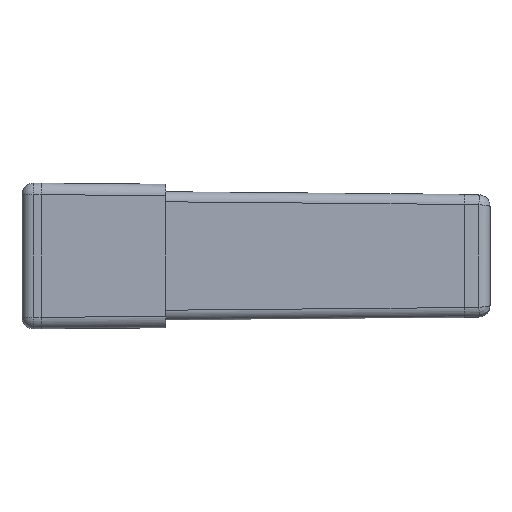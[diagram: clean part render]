
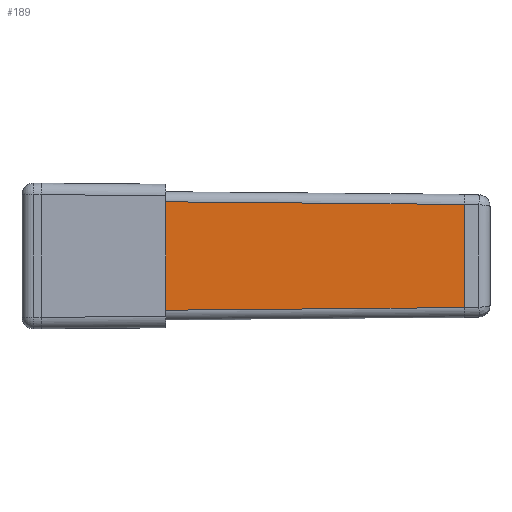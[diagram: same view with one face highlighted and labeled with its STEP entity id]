
A CAD part, left-side view. The second image highlights one B-rep face of the part: STEP entity #189.
In plain terms, the highlighted planar face has unit normal (-1, -0.009, 0).
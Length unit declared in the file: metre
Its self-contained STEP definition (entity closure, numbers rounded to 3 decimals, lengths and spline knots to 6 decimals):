
#189=ADVANCED_FACE('',(#444),#445,.T.);
#444=FACE_OUTER_BOUND('',#1166,.T.);
#445=PLANE('',#1167);
#1166=EDGE_LOOP('',(#2456,#2457,#2458,#2459));
#1167=AXIS2_PLACEMENT_3D('',#2460,#2461,#2462);
#2456=ORIENTED_EDGE('',*,*,#3202,.T.);
#2457=ORIENTED_EDGE('',*,*,#3118,.T.);
#2458=ORIENTED_EDGE('',*,*,#3203,.F.);
#2459=ORIENTED_EDGE('',*,*,#3097,.T.);
#2460=CARTESIAN_POINT('',(-0.011367,0.0,0.011367));
#2461=DIRECTION('',(-1.,-0.009,0.));
#2462=DIRECTION('',(-0.009,1.,0.0));
#3097=EDGE_CURVE('',#3469,#3470,#3471,.T.);
#3118=EDGE_CURVE('',#3503,#3501,#3504,.T.);
#3202=EDGE_CURVE('',#3470,#3503,#3639,.T.);
#3203=EDGE_CURVE('',#3469,#3501,#3640,.T.);
#3469=VERTEX_POINT('',#3973);
#3470=VERTEX_POINT('',#3974);
#3471=LINE('',#3975,#3976);
#3501=VERTEX_POINT('',#4050);
#3503=VERTEX_POINT('',#4052);
#3504=LINE('',#4053,#4054);
#3639=LINE('',#4407,#4408);
#3640=LINE('',#4409,#4410);
#3973=CARTESIAN_POINT('',(-0.010905,-0.052829,0.009128));
#3974=CARTESIAN_POINT('',(-0.011367,0.0,0.009589));
#3975=CARTESIAN_POINT('',(-0.011367,0.000016,0.009589));
#3976=VECTOR('',#5036,1.0);
#4050=CARTESIAN_POINT('',(-0.010905,-0.052829,-0.009128));
#4052=CARTESIAN_POINT('',(-0.011367,0.0,-0.009589));
#4053=CARTESIAN_POINT('',(-0.011365,-0.000183,-0.009587));
#4054=VECTOR('',#5068,1.0);
#4407=CARTESIAN_POINT('',(-0.011367,0.0,0.011367));
#4408=VECTOR('',#5149,1.0);
#4409=CARTESIAN_POINT('',(-0.010905,-0.052829,0.011101));
#4410=VECTOR('',#5150,1.0);
#5036=DIRECTION('',(-0.009,1.,0.009));
#5068=DIRECTION('',(0.009,-1.,0.009));
#5149=DIRECTION('',(0.,0.0,-1.0));
#5150=DIRECTION('',(0.,0.,-1.0));
